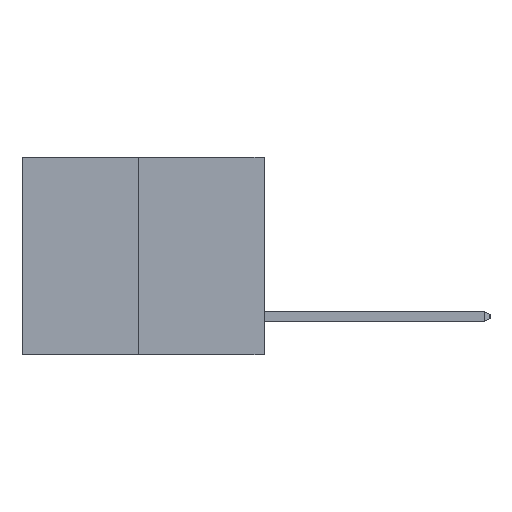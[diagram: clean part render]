
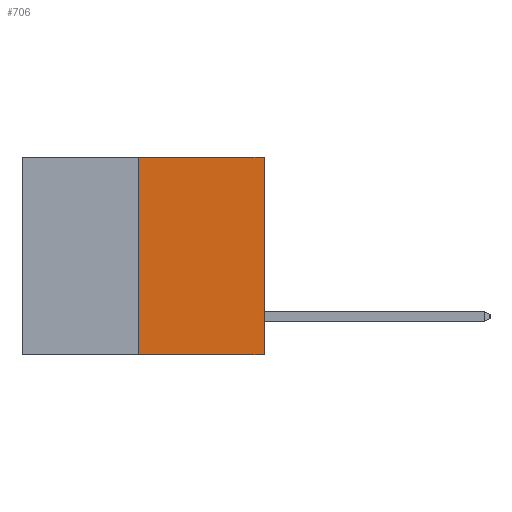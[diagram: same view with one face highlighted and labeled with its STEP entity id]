
A CAD part, left-side view. The second image highlights one B-rep face of the part: STEP entity #706.
In plain terms, the highlighted planar face has unit normal (-1, 0, 0).
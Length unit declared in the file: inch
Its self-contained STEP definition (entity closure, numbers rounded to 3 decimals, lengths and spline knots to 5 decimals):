
#706 = ADVANCED_FACE ( 'NONE', ( #9896 ), #939, .F. ) ;
#939 = PLANE ( 'NONE',  #13971 ) ;
#960 = ORIENTED_EDGE ( 'NONE', *, *, #3526, .T. ) ;
#993 = DIRECTION ( 'NONE',  ( 0., -1., 0. ) ) ;
#1336 = LINE ( 'NONE', #7213, #14732 ) ;
#1596 = CARTESIAN_POINT ( 'NONE',  ( 0., 0.312, -0.49 ) ) ;
#2041 = VECTOR ( 'NONE', #8646, 39.37008 ) ;
#2333 = DIRECTION ( 'NONE',  ( 1., 0., 0. ) ) ;
#2958 = LINE ( 'NONE', #7400, #14930 ) ;
#3458 = CARTESIAN_POINT ( 'NONE',  ( 0., 0.6, 0. ) ) ;
#3526 = EDGE_CURVE ( 'NONE', #9760, #4407, #2958, .T. ) ;
#3621 = CARTESIAN_POINT ( 'NONE',  ( 0., 0., 0. ) ) ;
#3676 = EDGE_CURVE ( 'NONE', #6763, #16354, #1336, .T. ) ;
#3871 = CARTESIAN_POINT ( 'NONE',  ( 0., 0.312, -0.49 ) ) ;
#4407 = VERTEX_POINT ( 'NONE', #10445 ) ;
#4744 = DIRECTION ( 'NONE',  ( 0., 0., -1. ) ) ;
#5746 = CARTESIAN_POINT ( 'NONE',  ( 0., 0.312, 0. ) ) ;
#6763 = VERTEX_POINT ( 'NONE', #5746 ) ;
#6877 = ORIENTED_EDGE ( 'NONE', *, *, #6922, .T. ) ;
#6922 = EDGE_CURVE ( 'NONE', #4407, #16354, #9093, .T. ) ;
#7213 = CARTESIAN_POINT ( 'NONE',  ( 0., 0.6, 0. ) ) ;
#7400 = CARTESIAN_POINT ( 'NONE',  ( 0., 0.6, -0.49 ) ) ;
#8208 = ORIENTED_EDGE ( 'NONE', *, *, #11630, .F. ) ;
#8646 = DIRECTION ( 'NONE',  ( 0., 0., 1. ) ) ;
#9093 = LINE ( 'NONE', #3621, #2041 ) ;
#9337 = ORIENTED_EDGE ( 'NONE', *, *, #3676, .F. ) ;
#9646 = LINE ( 'NONE', #1596, #10642 ) ;
#9760 = VERTEX_POINT ( 'NONE', #3871 ) ;
#9896 = FACE_OUTER_BOUND ( 'NONE', #10038, .T. ) ;
#10038 = EDGE_LOOP ( 'NONE', ( #8208, #960, #6877, #9337 ) ) ;
#10410 = CARTESIAN_POINT ( 'NONE',  ( 0., 0., 0. ) ) ;
#10445 = CARTESIAN_POINT ( 'NONE',  ( 0., 0., -0.49 ) ) ;
#10642 = VECTOR ( 'NONE', #13317, 39.37008 ) ;
#11277 = DIRECTION ( 'NONE',  ( 0., -1., 0. ) ) ;
#11630 = EDGE_CURVE ( 'NONE', #9760, #6763, #9646, .T. ) ;
#13317 = DIRECTION ( 'NONE',  ( 0., 0., 1. ) ) ;
#13971 = AXIS2_PLACEMENT_3D ( 'NONE', #3458, #2333, #4744 ) ;
#14732 = VECTOR ( 'NONE', #11277, 39.37008 ) ;
#14930 = VECTOR ( 'NONE', #993, 39.37008 ) ;
#16354 = VERTEX_POINT ( 'NONE', #10410 ) ;
